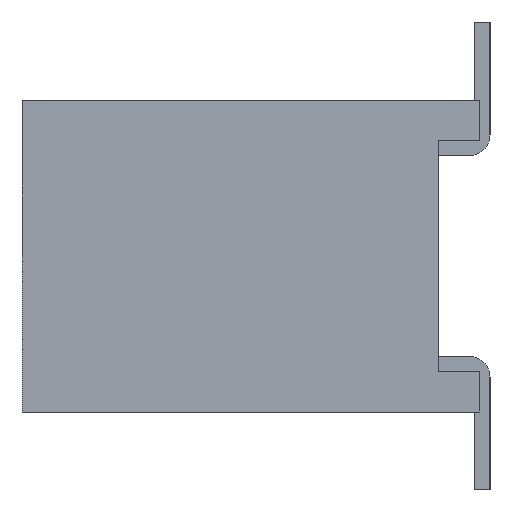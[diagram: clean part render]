
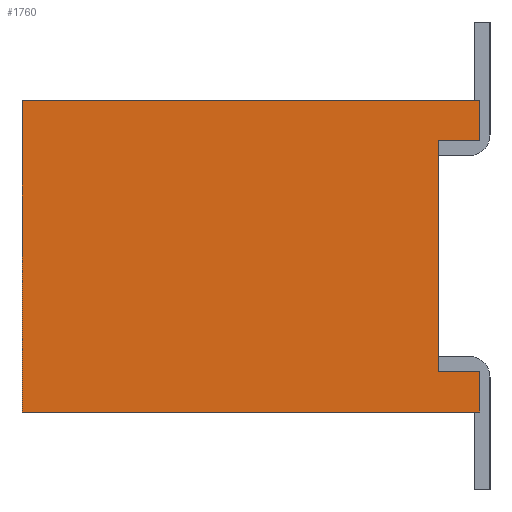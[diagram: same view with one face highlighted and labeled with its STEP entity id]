
A CAD part, left-side view. The second image highlights one B-rep face of the part: STEP entity #1760.
In plain terms, the highlighted planar face has unit normal (-1, 0, 0).
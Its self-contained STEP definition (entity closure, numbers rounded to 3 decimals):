
#1760 = ADVANCED_FACE( '', ( #4345 ), #4346, .F. );
#4345 = FACE_OUTER_BOUND( '', #7823, .T. );
#4346 = PLANE( '', #7824 );
#7823 = EDGE_LOOP( '', ( #13121, #13122, #13123, #13124, #13125, #13126, #13127, #13128 ) );
#7824 = AXIS2_PLACEMENT_3D( '', #13129, #13130, #13131 );
#13121 = ORIENTED_EDGE( '', *, *, #22808, .F. );
#13122 = ORIENTED_EDGE( '', *, *, #22819, .T. );
#13123 = ORIENTED_EDGE( '', *, *, #22820, .T. );
#13124 = ORIENTED_EDGE( '', *, *, #22666, .T. );
#13125 = ORIENTED_EDGE( '', *, *, #22821, .F. );
#13126 = ORIENTED_EDGE( '', *, *, #22822, .F. );
#13127 = ORIENTED_EDGE( '', *, *, #22823, .T. );
#13128 = ORIENTED_EDGE( '', *, *, #22824, .T. );
#13129 = CARTESIAN_POINT( '', ( -8.485, 3.9, -1.5 ) );
#13130 = DIRECTION( '', ( 1., 0., 0. ) );
#13131 = DIRECTION( '', ( 0., 0., -1. ) );
#22666 = EDGE_CURVE( '', #27983, #27981, #27984, .T. );
#22808 = EDGE_CURVE( '', #28227, #28229, #28230, .T. );
#22819 = EDGE_CURVE( '', #28227, #28248, #28249, .T. );
#22820 = EDGE_CURVE( '', #28248, #27983, #28250, .T. );
#22821 = EDGE_CURVE( '', #28251, #27981, #28252, .T. );
#22822 = EDGE_CURVE( '', #28253, #28251, #28254, .T. );
#22823 = EDGE_CURVE( '', #28253, #28255, #28256, .T. );
#22824 = EDGE_CURVE( '', #28255, #28229, #28257, .T. );
#27981 = VERTEX_POINT( '', #35261 );
#27983 = VERTEX_POINT( '', #35264 );
#27984 = LINE( '', #35265, #35266 );
#28227 = VERTEX_POINT( '', #35624 );
#28229 = VERTEX_POINT( '', #35627 );
#28230 = LINE( '', #35628, #35629 );
#28248 = VERTEX_POINT( '', #35655 );
#28249 = LINE( '', #35656, #35657 );
#28250 = LINE( '', #35658, #35659 );
#28251 = VERTEX_POINT( '', #35660 );
#28252 = LINE( '', #35661, #35662 );
#28253 = VERTEX_POINT( '', #35663 );
#28254 = LINE( '', #35664, #35665 );
#28255 = VERTEX_POINT( '', #35666 );
#28256 = LINE( '', #35667, #35668 );
#28257 = LINE( '', #35669, #35670 );
#35261 = CARTESIAN_POINT( '', ( -8.485, 0., 1.5 ) );
#35264 = CARTESIAN_POINT( '', ( -8.485, 0., 1.115 ) );
#35265 = CARTESIAN_POINT( '', ( -8.485, 0., -1.5 ) );
#35266 = VECTOR( '', #42107, 1000. );
#35624 = CARTESIAN_POINT( '', ( -8.485, 0.4, -1.115 ) );
#35627 = CARTESIAN_POINT( '', ( -8.485, 0., -1.115 ) );
#35628 = CARTESIAN_POINT( '', ( -8.485, 0.4, -1.115 ) );
#35629 = VECTOR( '', #42263, 1000. );
#35655 = CARTESIAN_POINT( '', ( -8.485, 0.4, 1.115 ) );
#35656 = CARTESIAN_POINT( '', ( -8.485, 0.4, -1.115 ) );
#35657 = VECTOR( '', #42272, 1000. );
#35658 = CARTESIAN_POINT( '', ( -8.485, 0.4, 1.115 ) );
#35659 = VECTOR( '', #42273, 1000. );
#35660 = CARTESIAN_POINT( '', ( -8.485, 4.4, 1.5 ) );
#35661 = CARTESIAN_POINT( '', ( -8.485, 3.9, 1.5 ) );
#35662 = VECTOR( '', #42274, 1000. );
#35663 = CARTESIAN_POINT( '', ( -8.485, 4.4, -1.5 ) );
#35664 = CARTESIAN_POINT( '', ( -8.485, 4.4, 1.09 ) );
#35665 = VECTOR( '', #42275, 1000. );
#35666 = CARTESIAN_POINT( '', ( -8.485, 0., -1.5 ) );
#35667 = CARTESIAN_POINT( '', ( -8.485, 3.9, -1.5 ) );
#35668 = VECTOR( '', #42276, 1000. );
#35669 = CARTESIAN_POINT( '', ( -8.485, 0., -1.5 ) );
#35670 = VECTOR( '', #42277, 1000. );
#42107 = DIRECTION( '', ( 0., 0., 1. ) );
#42263 = DIRECTION( '', ( 0., -1., 0. ) );
#42272 = DIRECTION( '', ( 0., 0., 1. ) );
#42273 = DIRECTION( '', ( 0., -1., 0. ) );
#42274 = DIRECTION( '', ( 0., -1., 0. ) );
#42275 = DIRECTION( '', ( 0., 0., 1. ) );
#42276 = DIRECTION( '', ( 0., -1., 0. ) );
#42277 = DIRECTION( '', ( 0., 0., 1. ) );
